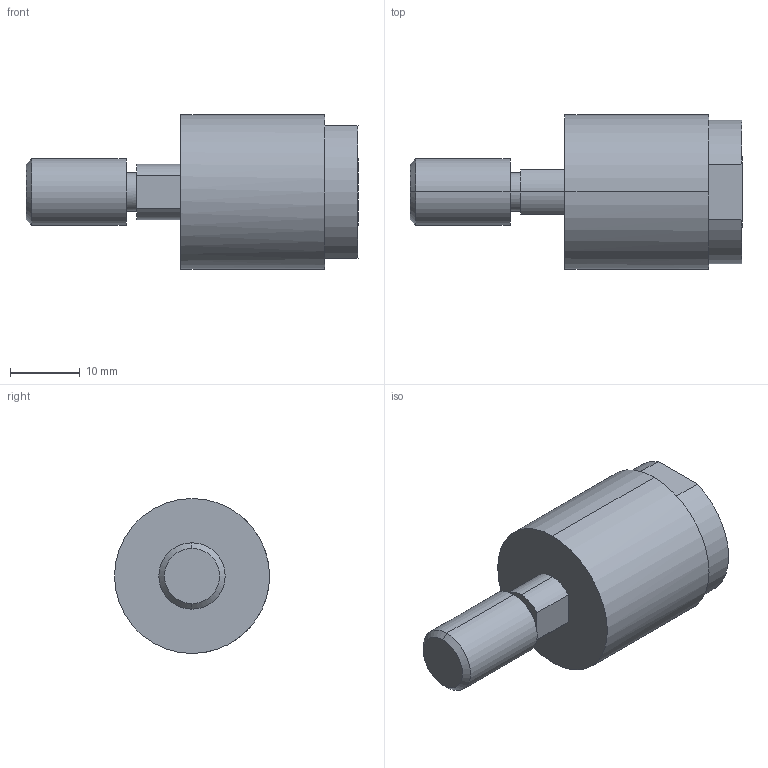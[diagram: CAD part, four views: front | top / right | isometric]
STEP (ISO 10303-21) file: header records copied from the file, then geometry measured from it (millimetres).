
FILE_DESCRIPTION((''),'2;1');
FILE_NAME('Ac375c','2000-06-30T11:58:49',(''),(''),'AutoCAD STEP 2000','AutoCAD 2000',', , ');
FILE_SCHEMA(('CONFIG_CONTROL_DESIGN'));
Length unit declared in the file: inch
Bounding box: 47.62 x 22.23 x 22.23 mm (x, y, z)
Volume: 9760 mm3; surface area: 3687.9 mm2
Topology: 1 solids, 1 shells, 27 faces, 60 edges, 40 vertices
Faces by surface type: cylinder 14, plane 11, cone 2
Entity records: 865 total; most frequent: DIRECTION 148, CARTESIAN_POINT 128, ORIENTED_EDGE 120, AXIS2_PLACEMENT_3D 60, EDGE_CURVE 60, VERTEX_POINT 40, CIRCLE 32, EDGE_LOOP 32
